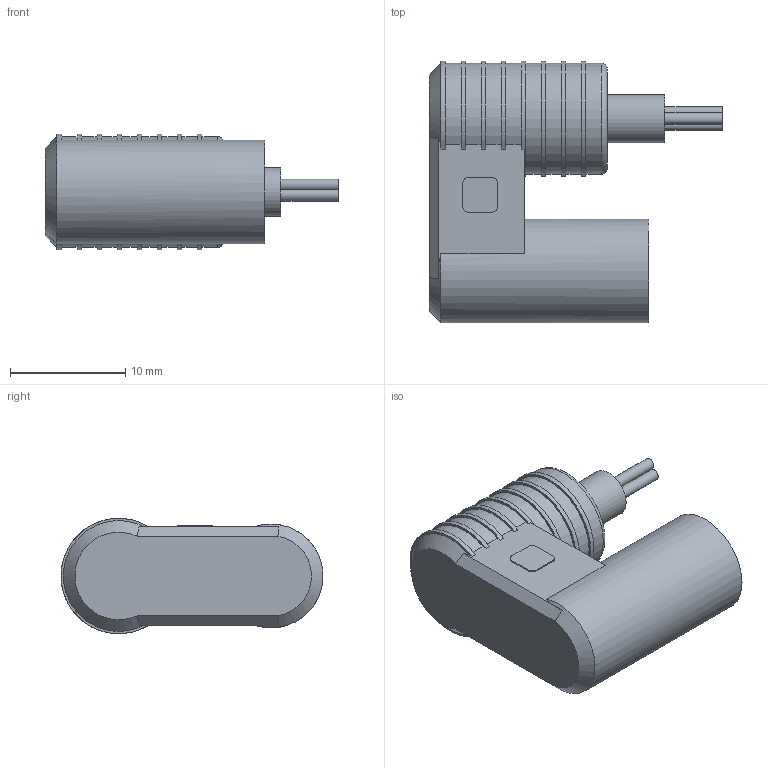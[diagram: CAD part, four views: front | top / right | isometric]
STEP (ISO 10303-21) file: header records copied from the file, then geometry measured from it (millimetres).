
FILE_DESCRIPTION(/* description */ ('STEP AP214'),/* implementation_level */ '2;1');
FILE_NAME(/* name */ '175401_SMEO-4U-K5-LED-24',/* time_stamp */ '2024-09-15T08:20:40+02:00',/* author */ ('License CC BY-ND 4.0'),/* organization */ ('CADENAS'),/* preprocessor_version */ 'ST-DEVELOPER v19.3',/* originating_system */ 'PARTsolutions',/* authorisation */ ' ');
FILE_SCHEMA (('AUTOMOTIVE_DESIGN {1 0 10303 214 3 1 1}'));
Length unit declared in the file: millimetre
Products named in the file (1): 175401 SMEO-4U-K5-LED-24
Bounding box: 25.4 x 22.7 x 10 mm (x, y, z)
Volume: 2776.5 mm3; surface area: 1502.1 mm2
Topology: 1 solids, 1 shells, 63 faces, 146 edges, 97 vertices
Faces by surface type: plane 34, cylinder 25, cone 3, torus 1
Full cylindrical faces by diameter (mm): 1 x3, 4.2 x1, 9 x1, 9.6 x4, 10 x4
Entity records: 2192 total; most frequent: CARTESIAN_POINT 314, DIRECTION 307, ORIENTED_EDGE 258, EDGE_CURVE 129, AXIS2_PLACEMENT_3D 123, VERTEX_POINT 94, EDGE_LOOP 89, FACE_BOUND 89
